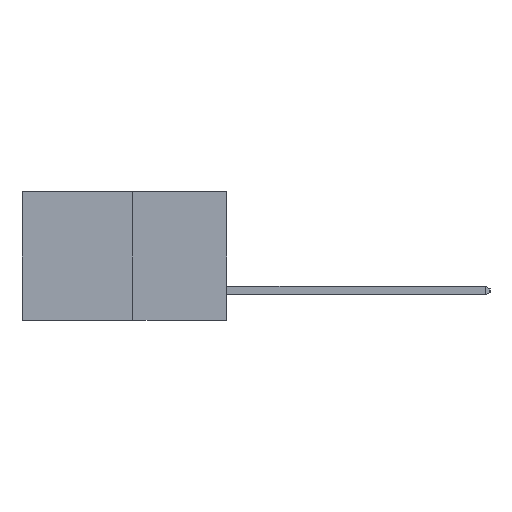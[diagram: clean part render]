
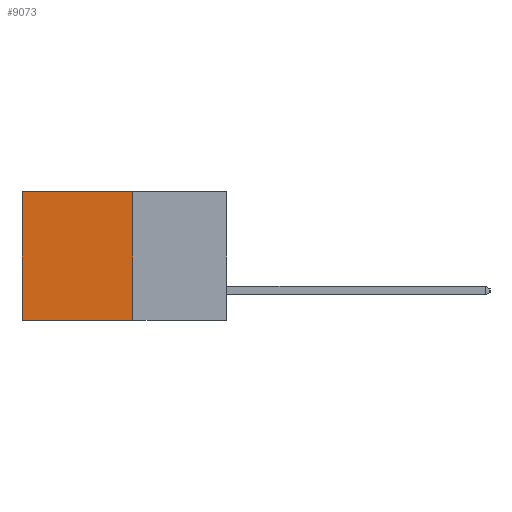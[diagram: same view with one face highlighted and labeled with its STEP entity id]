
A CAD part, left-side view. The second image highlights one B-rep face of the part: STEP entity #9073.
In plain terms, the highlighted planar face has unit normal (-1, 0, 0).
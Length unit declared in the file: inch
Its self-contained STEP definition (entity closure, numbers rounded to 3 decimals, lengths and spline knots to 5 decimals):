
#474 = DIRECTION ( 'NONE',  ( 0., 1., 0. ) ) ;
#570 = CARTESIAN_POINT ( 'NONE',  ( 0.277, 0.59, 0. ) ) ;
#599 = CARTESIAN_POINT ( 'NONE',  ( 0.277, 0.27, 0. ) ) ;
#708 = VERTEX_POINT ( 'NONE', #570 ) ;
#1110 = CARTESIAN_POINT ( 'NONE',  ( 0.277, 0.27, -0.37 ) ) ;
#1775 = VECTOR ( 'NONE', #4405, 39.37008 ) ;
#2035 = DIRECTION ( 'NONE',  ( 1., 0., 0. ) ) ;
#2132 = VERTEX_POINT ( 'NONE', #9305 ) ;
#2275 = ORIENTED_EDGE ( 'NONE', *, *, #7491, .F. ) ;
#2375 = ORIENTED_EDGE ( 'NONE', *, *, #6308, .F. ) ;
#2422 = ORIENTED_EDGE ( 'NONE', *, *, #4511, .T. ) ;
#3087 = ORIENTED_EDGE ( 'NONE', *, *, #11103, .T. ) ;
#3232 = LINE ( 'NONE', #599, #10059 ) ;
#3646 = LINE ( 'NONE', #9725, #1775 ) ;
#4043 = EDGE_LOOP ( 'NONE', ( #2422, #2275, #2375, #3087 ) ) ;
#4405 = DIRECTION ( 'NONE',  ( 0., 0., -1. ) ) ;
#4511 = EDGE_CURVE ( 'NONE', #708, #9486, #7168, .T. ) ;
#4816 = VECTOR ( 'NONE', #7286, 39.37008 ) ;
#4845 = FACE_OUTER_BOUND ( 'NONE', #4043, .T. ) ;
#5207 = DIRECTION ( 'NONE',  ( 0., 1., 0. ) ) ;
#5446 = LINE ( 'NONE', #11219, #10131 ) ;
#6269 = AXIS2_PLACEMENT_3D ( 'NONE', #1110, #2035, #8324 ) ;
#6308 = EDGE_CURVE ( 'NONE', #6972, #2132, #3646, .T. ) ;
#6972 = VERTEX_POINT ( 'NONE', #7047 ) ;
#7047 = CARTESIAN_POINT ( 'NONE',  ( 0.277, 0.27, 0. ) ) ;
#7168 = LINE ( 'NONE', #9925, #4816 ) ;
#7286 = DIRECTION ( 'NONE',  ( 0., 0., -1. ) ) ;
#7491 = EDGE_CURVE ( 'NONE', #2132, #9486, #5446, .T. ) ;
#8285 = PLANE ( 'NONE',  #6269 ) ;
#8324 = DIRECTION ( 'NONE',  ( 0., 0., -1. ) ) ;
#9073 = ADVANCED_FACE ( 'NONE', ( #4845 ), #8285, .F. ) ;
#9305 = CARTESIAN_POINT ( 'NONE',  ( 0.277, 0.27, -0.37 ) ) ;
#9486 = VERTEX_POINT ( 'NONE', #10647 ) ;
#9725 = CARTESIAN_POINT ( 'NONE',  ( 0.277, 0.27, -0.37 ) ) ;
#9925 = CARTESIAN_POINT ( 'NONE',  ( 0.277, 0.59, -0.37 ) ) ;
#10059 = VECTOR ( 'NONE', #5207, 39.37008 ) ;
#10131 = VECTOR ( 'NONE', #474, 39.37008 ) ;
#10647 = CARTESIAN_POINT ( 'NONE',  ( 0.277, 0.59, -0.37 ) ) ;
#11103 = EDGE_CURVE ( 'NONE', #6972, #708, #3232, .T. ) ;
#11219 = CARTESIAN_POINT ( 'NONE',  ( 0.277, 0.27, -0.37 ) ) ;
